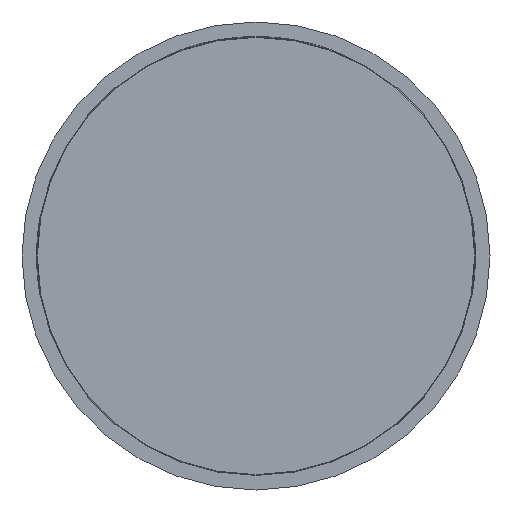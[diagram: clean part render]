
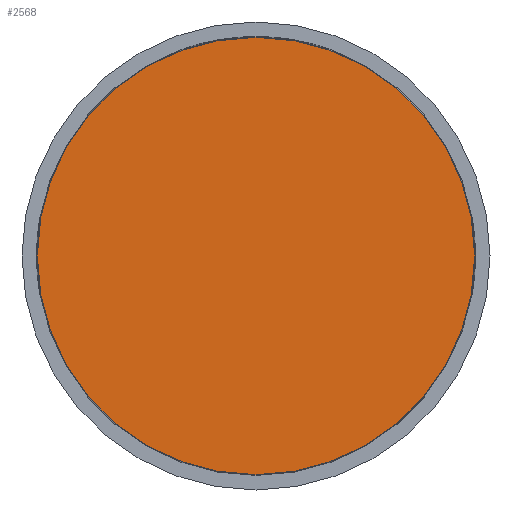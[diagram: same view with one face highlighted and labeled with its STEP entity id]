
A CAD part, front view. The second image highlights one B-rep face of the part: STEP entity #2568.
In plain terms, the highlighted planar face has unit normal (0, -1, 0).
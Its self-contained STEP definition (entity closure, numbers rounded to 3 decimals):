
#17 = FACE_OUTER_BOUND ( 'NONE', #389, .T. ) ;
#389 = EDGE_LOOP ( 'NONE', ( #1368, #1463 ) ) ;
#452 = CARTESIAN_POINT ( 'NONE',  ( 0., -17., 0. ) ) ;
#573 = DIRECTION ( 'NONE',  ( 0., 0., 1. ) ) ;
#903 = VERTEX_POINT ( 'NONE', #1017 ) ;
#1017 = CARTESIAN_POINT ( 'NONE',  ( 0., -17., 1.495 ) ) ;
#1324 = DIRECTION ( 'NONE',  ( 0., 0., 1. ) ) ;
#1368 = ORIENTED_EDGE ( 'NONE', *, *, #2794, .F. ) ;
#1396 = CARTESIAN_POINT ( 'NONE',  ( -5.191, -17., -5. ) ) ;
#1430 = VERTEX_POINT ( 'NONE', #3495 ) ;
#1463 = ORIENTED_EDGE ( 'NONE', *, *, #2992, .F. ) ;
#1518 = AXIS2_PLACEMENT_3D ( 'NONE', #452, #1876, #1324 ) ;
#1656 = DIRECTION ( 'NONE',  ( 0., 0., 1. ) ) ;
#1747 = AXIS2_PLACEMENT_3D ( 'NONE', #2517, #2232, #573 ) ;
#1840 = CIRCLE ( 'NONE', #1518, 1.495 ) ;
#1876 = DIRECTION ( 'NONE',  ( 0., 1., 0. ) ) ;
#2232 = DIRECTION ( 'NONE',  ( 0., 1., 0. ) ) ;
#2496 = PLANE ( 'NONE',  #2981 ) ;
#2517 = CARTESIAN_POINT ( 'NONE',  ( 0., -17., 0. ) ) ;
#2521 = DIRECTION ( 'NONE',  ( 0., 1., 0. ) ) ;
#2568 = ADVANCED_FACE ( 'Defeature ausgef�hrt1_6', ( #17 ), #2496, .F. ) ;
#2794 = EDGE_CURVE ( 'Defeature ausgef�hrt1_0+Defeature ausgef�hrt1_6+Defeature ausgef�hrt1_6+Defeature ausgef�hrt1_6', #903, #1430, #1840, .T. ) ;
#2816 = CIRCLE ( 'NONE', #1747, 1.495 ) ;
#2981 = AXIS2_PLACEMENT_3D ( 'NONE', #1396, #2521, #1656 ) ;
#2992 = EDGE_CURVE ( 'Defeature ausgef�hrt1_0+Defeature ausgef�hrt1_6+Defeature ausgef�hrt1_6+Defeature ausgef�hrt1_6', #1430, #903, #2816, .T. ) ;
#3495 = CARTESIAN_POINT ( 'NONE',  ( 0., -17., -1.495 ) ) ;
